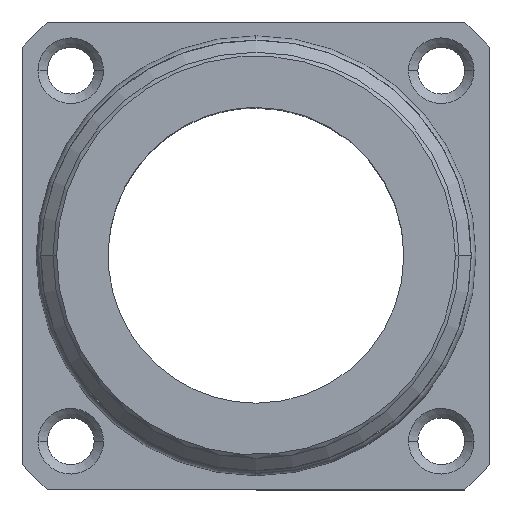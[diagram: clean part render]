
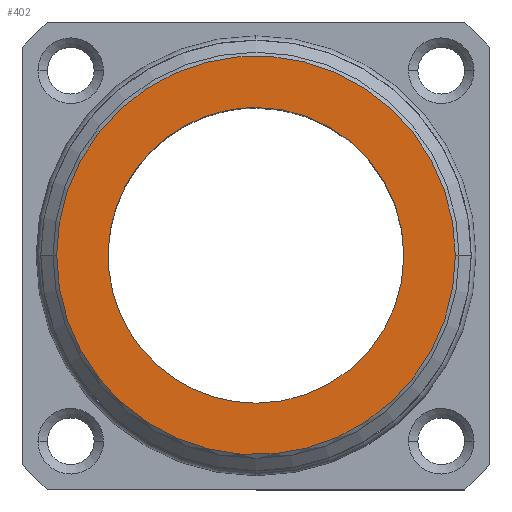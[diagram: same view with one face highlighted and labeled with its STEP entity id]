
A CAD part, top view. The second image highlights one B-rep face of the part: STEP entity #402.
In plain terms, the highlighted planar face has unit normal (0, 0, 1).
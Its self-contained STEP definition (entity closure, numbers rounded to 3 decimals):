
#337=AXIS2_PLACEMENT_3D('Plane Axis2P3D',#334,#335,#336) ;
#395=AXIS2_PLACEMENT_3D('Circle Axis2P3D',#393,#394,$) ;
#276=CARTESIAN_POINT('Control Point',(12.5,4.6,22.5)) ;
#277=CARTESIAN_POINT('Control Point',(11.259,4.6,22.5)) ;
#278=CARTESIAN_POINT('Control Point',(10.018,4.844,22.5)) ;
#279=CARTESIAN_POINT('Control Point',(8.841,5.331,22.5)) ;
#280=CARTESIAN_POINT('Control Point',(6.742,6.742,22.5)) ;
#281=CARTESIAN_POINT('Control Point',(5.331,8.841,22.5)) ;
#282=CARTESIAN_POINT('Control Point',(4.844,10.018,22.5)) ;
#283=CARTESIAN_POINT('Control Point',(4.356,12.5,22.5)) ;
#284=CARTESIAN_POINT('Control Point',(4.844,14.982,22.5)) ;
#285=CARTESIAN_POINT('Control Point',(5.331,16.159,22.5)) ;
#286=CARTESIAN_POINT('Control Point',(6.742,18.258,22.5)) ;
#287=CARTESIAN_POINT('Control Point',(8.841,19.669,22.5)) ;
#288=CARTESIAN_POINT('Control Point',(10.018,20.156,22.5)) ;
#289=CARTESIAN_POINT('Control Point',(11.259,20.4,22.5)) ;
#290=CARTESIAN_POINT('Control Point',(12.5,20.4,22.5)) ;
#291=CARTESIAN_POINT('Vertex',(12.5,4.6,22.5)) ;
#293=CARTESIAN_POINT('Vertex',(12.5,20.4,22.5)) ;
#334=CARTESIAN_POINT('Axis2P3D Location',(4.6,12.5,22.5)) ;
#340=CARTESIAN_POINT('Control Point',(23.15,12.5,22.5)) ;
#341=CARTESIAN_POINT('Control Point',(23.15,13.619,22.5)) ;
#342=CARTESIAN_POINT('Control Point',(23.003,14.738,22.5)) ;
#343=CARTESIAN_POINT('Control Point',(22.709,15.832,22.5)) ;
#344=CARTESIAN_POINT('Control Point',(21.841,17.915,22.5)) ;
#345=CARTESIAN_POINT('Control Point',(20.464,19.704,22.5)) ;
#346=CARTESIAN_POINT('Control Point',(19.661,20.503,22.5)) ;
#347=CARTESIAN_POINT('Control Point',(17.865,21.87,22.5)) ;
#348=CARTESIAN_POINT('Control Point',(15.776,22.727,22.5)) ;
#349=CARTESIAN_POINT('Control Point',(14.681,23.015,22.5)) ;
#350=CARTESIAN_POINT('Control Point',(12.441,23.297,22.5)) ;
#351=CARTESIAN_POINT('Control Point',(10.205,22.991,22.5)) ;
#352=CARTESIAN_POINT('Control Point',(9.113,22.691,22.5)) ;
#353=CARTESIAN_POINT('Control Point',(7.034,21.811,22.5)) ;
#354=CARTESIAN_POINT('Control Point',(5.253,20.424,22.5)) ;
#355=CARTESIAN_POINT('Control Point',(4.458,19.617,22.5)) ;
#356=CARTESIAN_POINT('Control Point',(3.115,17.832,22.5)) ;
#357=CARTESIAN_POINT('Control Point',(2.273,15.764,22.5)) ;
#358=CARTESIAN_POINT('Control Point',(1.991,14.692,22.5)) ;
#359=CARTESIAN_POINT('Control Point',(1.85,13.596,22.5)) ;
#360=CARTESIAN_POINT('Control Point',(1.85,12.5,22.5)) ;
#361=CARTESIAN_POINT('Vertex',(23.15,12.5,22.5)) ;
#363=CARTESIAN_POINT('Vertex',(1.85,12.5,22.5)) ;
#367=CARTESIAN_POINT('Control Point',(1.85,12.5,22.5)) ;
#368=CARTESIAN_POINT('Control Point',(1.85,11.381,22.5)) ;
#369=CARTESIAN_POINT('Control Point',(1.997,10.262,22.5)) ;
#370=CARTESIAN_POINT('Control Point',(2.291,9.168,22.5)) ;
#371=CARTESIAN_POINT('Control Point',(3.159,7.085,22.5)) ;
#372=CARTESIAN_POINT('Control Point',(4.536,5.296,22.5)) ;
#373=CARTESIAN_POINT('Control Point',(5.339,4.497,22.5)) ;
#374=CARTESIAN_POINT('Control Point',(7.135,3.13,22.5)) ;
#375=CARTESIAN_POINT('Control Point',(9.224,2.273,22.5)) ;
#376=CARTESIAN_POINT('Control Point',(10.319,1.985,22.5)) ;
#377=CARTESIAN_POINT('Control Point',(12.559,1.703,22.5)) ;
#378=CARTESIAN_POINT('Control Point',(14.795,2.009,22.5)) ;
#379=CARTESIAN_POINT('Control Point',(15.887,2.309,22.5)) ;
#380=CARTESIAN_POINT('Control Point',(17.966,3.189,22.5)) ;
#381=CARTESIAN_POINT('Control Point',(19.747,4.576,22.5)) ;
#382=CARTESIAN_POINT('Control Point',(20.542,5.383,22.5)) ;
#383=CARTESIAN_POINT('Control Point',(21.885,7.168,22.5)) ;
#384=CARTESIAN_POINT('Control Point',(22.727,9.236,22.5)) ;
#385=CARTESIAN_POINT('Control Point',(23.009,10.308,22.5)) ;
#386=CARTESIAN_POINT('Control Point',(23.15,11.404,22.5)) ;
#387=CARTESIAN_POINT('Control Point',(23.15,12.5,22.5)) ;
#393=CARTESIAN_POINT('Axis2P3D Location',(12.5,12.5,22.5)) ;
#335=DIRECTION('Axis2P3D Direction',(0.,0.,-1.)) ;
#336=DIRECTION('Axis2P3D XDirection',(0.,1.,0.)) ;
#394=DIRECTION('Axis2P3D Direction',(0.,0.,-1.)) ;
#390=ORIENTED_EDGE('',*,*,#365,.T.) ;
#391=ORIENTED_EDGE('',*,*,#388,.T.) ;
#399=ORIENTED_EDGE('',*,*,#397,.T.) ;
#400=ORIENTED_EDGE('',*,*,#295,.T.) ;
#401=FACE_BOUND('',#398,.T.) ;
#402=ADVANCED_FACE('Hauptkoerper',(#392,#401),#338,.F.) ;
#275=B_SPLINE_CURVE_WITH_KNOTS('',5,(#276,#277,#278,#279,#280,#281,#282,#283,#284,#285,#286,#287,#288,#289,#290),.UNSPECIFIED.,.F.,.U.,(6,3,3,3,6),(-12.409,-6.205,0.,6.205,12.409),.UNSPECIFIED.) ;
#339=B_SPLINE_CURVE_WITH_KNOTS('',5,(#340,#341,#342,#343,#344,#345,#346,#347,#348,#349,#350,#351,#352,#353,#354,#355,#356,#357,#358,#359,#360),.UNSPECIFIED.,.F.,.U.,(6,3,3,3,3,3,6),(0.,7.913,15.827,23.74,31.653,39.566,47.316),.UNSPECIFIED.) ;
#366=B_SPLINE_CURVE_WITH_KNOTS('',5,(#367,#368,#369,#370,#371,#372,#373,#374,#375,#376,#377,#378,#379,#380,#381,#382,#383,#384,#385,#386,#387),.UNSPECIFIED.,.F.,.U.,(6,3,3,3,3,3,6),(0.,7.913,15.827,23.74,31.653,39.566,47.316),.UNSPECIFIED.) ;
#396=CIRCLE('generated circle',#395,7.9) ;
#295=EDGE_CURVE('',#292,#294,#275,.T.) ;
#365=EDGE_CURVE('',#362,#364,#339,.T.) ;
#388=EDGE_CURVE('',#364,#362,#366,.T.) ;
#397=EDGE_CURVE('',#294,#292,#396,.T.) ;
#389=EDGE_LOOP('',(#390,#391)) ;
#398=EDGE_LOOP('',(#399,#400)) ;
#392=FACE_OUTER_BOUND('',#389,.T.) ;
#338=PLANE('',#337) ;
#292=VERTEX_POINT('',#291) ;
#294=VERTEX_POINT('',#293) ;
#362=VERTEX_POINT('',#361) ;
#364=VERTEX_POINT('',#363) ;
